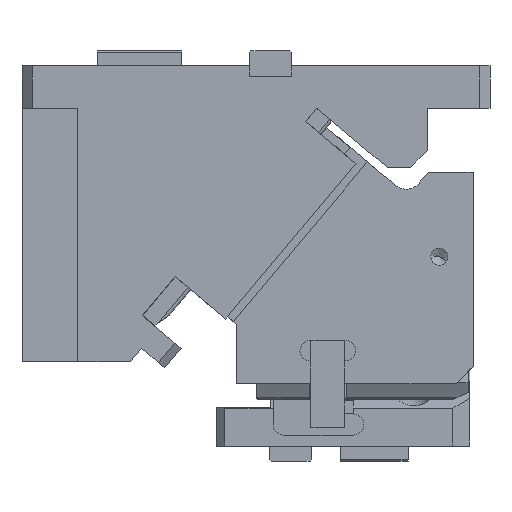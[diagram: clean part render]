
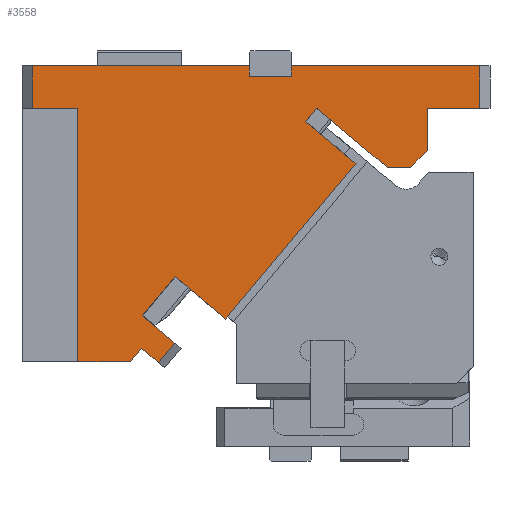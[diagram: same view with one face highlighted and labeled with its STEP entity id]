
A CAD part, front view. The second image highlights one B-rep face of the part: STEP entity #3558.
In plain terms, the highlighted planar face has unit normal (0, -1, 0).
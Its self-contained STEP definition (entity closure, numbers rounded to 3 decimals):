
#141=CARTESIAN_POINT('Vertex',(-261.,-42.5,63.)) ;
#144=CARTESIAN_POINT('Line Origine',(-196.75,-42.5,63.)) ;
#148=CARTESIAN_POINT('Vertex',(-132.5,-42.5,63.)) ;
#844=CARTESIAN_POINT('Line Origine',(4.,-42.5,50.5)) ;
#848=CARTESIAN_POINT('Vertex',(4.,-42.5,38.)) ;
#850=CARTESIAN_POINT('Vertex',(4.,-42.5,63.)) ;
#882=CARTESIAN_POINT('Line Origine',(-132.5,-42.5,60.)) ;
#886=CARTESIAN_POINT('Vertex',(-132.5,-42.5,57.)) ;
#912=CARTESIAN_POINT('Vertex',(-107.5,-42.5,57.)) ;
#915=CARTESIAN_POINT('Line Origine',(-107.5,-42.5,60.)) ;
#919=CARTESIAN_POINT('Vertex',(-107.5,-42.5,63.)) ;
#1238=CARTESIAN_POINT('Line Origine',(-120.,-42.5,57.)) ;
#1441=CARTESIAN_POINT('Vertex',(-261.,-42.5,38.)) ;
#1446=CARTESIAN_POINT('Line Origine',(-261.,-42.5,50.5)) ;
#1503=CARTESIAN_POINT('Vertex',(-176.65,-42.5,-101.01)) ;
#1508=CARTESIAN_POINT('Line Origine',(-181.471,-42.5,-106.755)) ;
#1512=CARTESIAN_POINT('Vertex',(-186.292,-42.5,-112.501)) ;
#1570=CARTESIAN_POINT('Line Origine',(-84.246,-42.5,17.67)) ;
#1574=CARTESIAN_POINT('Vertex',(-99.183,-42.5,30.204)) ;
#1576=CARTESIAN_POINT('Vertex',(-69.308,-42.5,5.135)) ;
#1642=CARTESIAN_POINT('Line Origine',(-107.875,-42.5,-40.827)) ;
#1646=CARTESIAN_POINT('Vertex',(-146.442,-42.5,-86.79)) ;
#1983=CARTESIAN_POINT('Line Origine',(-161.38,-42.5,-74.256)) ;
#1987=CARTESIAN_POINT('Vertex',(-176.318,-42.5,-61.721)) ;
#2761=CARTESIAN_POINT('Vertex',(-27.,-42.5,13.)) ;
#2764=CARTESIAN_POINT('Line Origine',(-32.,-42.5,8.)) ;
#2768=CARTESIAN_POINT('Vertex',(-37.,-42.5,3.)) ;
#2795=CARTESIAN_POINT('Line Origine',(-43.955,-42.5,3.)) ;
#2799=CARTESIAN_POINT('Vertex',(-50.91,-42.5,3.)) ;
#2826=CARTESIAN_POINT('Line Origine',(-71.772,-42.5,20.505)) ;
#2830=CARTESIAN_POINT('Vertex',(-92.633,-42.5,38.01)) ;
#2864=CARTESIAN_POINT('Line Origine',(-95.908,-42.5,34.107)) ;
#2869=CARTESIAN_POINT('Line Origine',(-186.059,-42.5,-73.331)) ;
#2873=CARTESIAN_POINT('Vertex',(-195.801,-42.5,-84.94)) ;
#2916=CARTESIAN_POINT('Line Origine',(-186.225,-42.5,-92.975)) ;
#2978=CARTESIAN_POINT('Line Origine',(-191.271,-42.5,-108.322)) ;
#2982=CARTESIAN_POINT('Vertex',(-196.25,-42.5,-104.144)) ;
#3004=CARTESIAN_POINT('Line Origine',(-199.546,-42.5,-108.072)) ;
#3008=CARTESIAN_POINT('Vertex',(-202.842,-42.5,-112.)) ;
#3363=CARTESIAN_POINT('Vertex',(-234.,-42.5,-112.)) ;
#3385=CARTESIAN_POINT('Line Origine',(-218.421,-42.5,-112.)) ;
#3410=CARTESIAN_POINT('Line Origine',(-234.,-42.5,-37.)) ;
#3414=CARTESIAN_POINT('Vertex',(-234.,-42.5,38.)) ;
#3491=CARTESIAN_POINT('Line Origine',(-247.5,-42.5,38.)) ;
#3510=CARTESIAN_POINT('Axis2P3D Location',(0.,-42.5,0.)) ;
#3515=CARTESIAN_POINT('Line Origine',(-11.5,-42.5,38.)) ;
#3519=CARTESIAN_POINT('Vertex',(-27.,-42.5,38.)) ;
#3522=CARTESIAN_POINT('Line Origine',(-51.75,-42.5,63.)) ;
#3527=CARTESIAN_POINT('Line Origine',(-27.,-42.5,25.5)) ;
#145=DIRECTION('Vector Direction',(-1.,0.,0.)) ;
#845=DIRECTION('Vector Direction',(0.,0.,1.)) ;
#883=DIRECTION('Vector Direction',(0.,0.,1.)) ;
#916=DIRECTION('Vector Direction',(0.,0.,1.)) ;
#1239=DIRECTION('Vector Direction',(-1.,0.,0.)) ;
#1447=DIRECTION('Vector Direction',(0.,0.,-1.)) ;
#1509=DIRECTION('Vector Direction',(0.643,0.,0.766)) ;
#1571=DIRECTION('Vector Direction',(0.766,0.,-0.643)) ;
#1643=DIRECTION('Vector Direction',(-0.643,0.,-0.766)) ;
#1984=DIRECTION('Vector Direction',(-0.766,0.,0.643)) ;
#2765=DIRECTION('Vector Direction',(0.707,0.,0.707)) ;
#2796=DIRECTION('Vector Direction',(1.,0.,0.)) ;
#2827=DIRECTION('Vector Direction',(-0.766,0.,0.643)) ;
#2865=DIRECTION('Vector Direction',(0.643,0.,0.766)) ;
#2870=DIRECTION('Vector Direction',(0.643,0.,0.766)) ;
#2917=DIRECTION('Vector Direction',(0.766,0.,-0.643)) ;
#2979=DIRECTION('Vector Direction',(0.766,0.,-0.643)) ;
#3005=DIRECTION('Vector Direction',(0.643,0.,0.766)) ;
#3386=DIRECTION('Vector Direction',(1.,0.,0.)) ;
#3411=DIRECTION('Vector Direction',(0.,0.,1.)) ;
#3492=DIRECTION('Vector Direction',(-1.,0.,0.)) ;
#3511=DIRECTION('Axis2P3D Direction',(0.,1.,0.)) ;
#3512=DIRECTION('Axis2P3D XDirection',(0.,0.,1.)) ;
#3516=DIRECTION('Vector Direction',(-1.,0.,0.)) ;
#3523=DIRECTION('Vector Direction',(-1.,0.,0.)) ;
#3528=DIRECTION('Vector Direction',(0.,0.,-1.)) ;
#3513=AXIS2_PLACEMENT_3D('Plane Axis2P3D',#3510,#3511,#3512) ;
#3533=ORIENTED_EDGE('',*,*,#3521,.F.) ;
#3534=ORIENTED_EDGE('',*,*,#852,.T.) ;
#3535=ORIENTED_EDGE('',*,*,#3526,.T.) ;
#3536=ORIENTED_EDGE('',*,*,#921,.F.) ;
#3537=ORIENTED_EDGE('',*,*,#1242,.T.) ;
#3538=ORIENTED_EDGE('',*,*,#888,.T.) ;
#3539=ORIENTED_EDGE('',*,*,#150,.T.) ;
#3540=ORIENTED_EDGE('',*,*,#1450,.T.) ;
#3541=ORIENTED_EDGE('',*,*,#3495,.F.) ;
#3542=ORIENTED_EDGE('',*,*,#3416,.F.) ;
#3543=ORIENTED_EDGE('',*,*,#3389,.T.) ;
#3544=ORIENTED_EDGE('',*,*,#3010,.T.) ;
#3545=ORIENTED_EDGE('',*,*,#2984,.T.) ;
#3546=ORIENTED_EDGE('',*,*,#1514,.T.) ;
#3547=ORIENTED_EDGE('',*,*,#2920,.F.) ;
#3548=ORIENTED_EDGE('',*,*,#2875,.T.) ;
#3549=ORIENTED_EDGE('',*,*,#1989,.F.) ;
#3550=ORIENTED_EDGE('',*,*,#1648,.F.) ;
#3551=ORIENTED_EDGE('',*,*,#1578,.F.) ;
#3552=ORIENTED_EDGE('',*,*,#2868,.T.) ;
#3553=ORIENTED_EDGE('',*,*,#2832,.F.) ;
#3554=ORIENTED_EDGE('',*,*,#2801,.T.) ;
#3555=ORIENTED_EDGE('',*,*,#2770,.T.) ;
#3556=ORIENTED_EDGE('',*,*,#3531,.F.) ;
#146=VECTOR('Line Direction',#145,1.) ;
#846=VECTOR('Line Direction',#845,1.) ;
#884=VECTOR('Line Direction',#883,1.) ;
#917=VECTOR('Line Direction',#916,1.) ;
#1240=VECTOR('Line Direction',#1239,1.) ;
#1448=VECTOR('Line Direction',#1447,1.) ;
#1510=VECTOR('Line Direction',#1509,1.) ;
#1572=VECTOR('Line Direction',#1571,1.) ;
#1644=VECTOR('Line Direction',#1643,1.) ;
#1985=VECTOR('Line Direction',#1984,1.) ;
#2766=VECTOR('Line Direction',#2765,1.) ;
#2797=VECTOR('Line Direction',#2796,1.) ;
#2828=VECTOR('Line Direction',#2827,1.) ;
#2866=VECTOR('Line Direction',#2865,1.) ;
#2871=VECTOR('Line Direction',#2870,1.) ;
#2918=VECTOR('Line Direction',#2917,1.) ;
#2980=VECTOR('Line Direction',#2979,1.) ;
#3006=VECTOR('Line Direction',#3005,1.) ;
#3387=VECTOR('Line Direction',#3386,1.) ;
#3412=VECTOR('Line Direction',#3411,1.) ;
#3493=VECTOR('Line Direction',#3492,1.) ;
#3517=VECTOR('Line Direction',#3516,1.) ;
#3524=VECTOR('Line Direction',#3523,1.) ;
#3529=VECTOR('Line Direction',#3528,1.) ;
#3558=ADVANCED_FACE('CAM HOLDER',(#3557),#3514,.F.) ;
#150=EDGE_CURVE('',#149,#142,#147,.T.) ;
#852=EDGE_CURVE('',#849,#851,#847,.T.) ;
#888=EDGE_CURVE('',#887,#149,#885,.T.) ;
#921=EDGE_CURVE('',#913,#920,#918,.T.) ;
#1242=EDGE_CURVE('',#913,#887,#1241,.T.) ;
#1450=EDGE_CURVE('',#142,#1442,#1449,.T.) ;
#1514=EDGE_CURVE('',#1513,#1504,#1511,.T.) ;
#1578=EDGE_CURVE('',#1575,#1577,#1573,.T.) ;
#1648=EDGE_CURVE('',#1577,#1647,#1645,.T.) ;
#1989=EDGE_CURVE('',#1647,#1988,#1986,.T.) ;
#2770=EDGE_CURVE('',#2769,#2762,#2767,.T.) ;
#2801=EDGE_CURVE('',#2800,#2769,#2798,.T.) ;
#2832=EDGE_CURVE('',#2800,#2831,#2829,.T.) ;
#2868=EDGE_CURVE('',#1575,#2831,#2867,.T.) ;
#2875=EDGE_CURVE('',#2874,#1988,#2872,.T.) ;
#2920=EDGE_CURVE('',#2874,#1504,#2919,.T.) ;
#2984=EDGE_CURVE('',#2983,#1513,#2981,.T.) ;
#3010=EDGE_CURVE('',#3009,#2983,#3007,.T.) ;
#3389=EDGE_CURVE('',#3364,#3009,#3388,.T.) ;
#3416=EDGE_CURVE('',#3364,#3415,#3413,.T.) ;
#3495=EDGE_CURVE('',#3415,#1442,#3494,.T.) ;
#3521=EDGE_CURVE('',#849,#3520,#3518,.T.) ;
#3526=EDGE_CURVE('',#851,#920,#3525,.T.) ;
#3531=EDGE_CURVE('',#3520,#2762,#3530,.T.) ;
#3532=EDGE_LOOP('',(#3533,#3534,#3535,#3536,#3537,#3538,#3539,#3540,#3541,#3542,#3543,#3544,#3545,#3546,#3547,#3548,#3549,#3550,#3551,#3552,#3553,#3554,#3555,#3556)) ;
#3557=FACE_OUTER_BOUND('',#3532,.T.) ;
#147=LINE('Line',#144,#146) ;
#847=LINE('Line',#844,#846) ;
#885=LINE('Line',#882,#884) ;
#918=LINE('Line',#915,#917) ;
#1241=LINE('Line',#1238,#1240) ;
#1449=LINE('Line',#1446,#1448) ;
#1511=LINE('Line',#1508,#1510) ;
#1573=LINE('Line',#1570,#1572) ;
#1645=LINE('Line',#1642,#1644) ;
#1986=LINE('Line',#1983,#1985) ;
#2767=LINE('Line',#2764,#2766) ;
#2798=LINE('Line',#2795,#2797) ;
#2829=LINE('Line',#2826,#2828) ;
#2867=LINE('Line',#2864,#2866) ;
#2872=LINE('Line',#2869,#2871) ;
#2919=LINE('Line',#2916,#2918) ;
#2981=LINE('Line',#2978,#2980) ;
#3007=LINE('Line',#3004,#3006) ;
#3388=LINE('Line',#3385,#3387) ;
#3413=LINE('Line',#3410,#3412) ;
#3494=LINE('Line',#3491,#3493) ;
#3518=LINE('Line',#3515,#3517) ;
#3525=LINE('Line',#3522,#3524) ;
#3530=LINE('Line',#3527,#3529) ;
#3514=PLANE('Plane',#3513) ;
#142=VERTEX_POINT('',#141) ;
#149=VERTEX_POINT('',#148) ;
#849=VERTEX_POINT('',#848) ;
#851=VERTEX_POINT('',#850) ;
#887=VERTEX_POINT('',#886) ;
#913=VERTEX_POINT('',#912) ;
#920=VERTEX_POINT('',#919) ;
#1442=VERTEX_POINT('',#1441) ;
#1504=VERTEX_POINT('',#1503) ;
#1513=VERTEX_POINT('',#1512) ;
#1575=VERTEX_POINT('',#1574) ;
#1577=VERTEX_POINT('',#1576) ;
#1647=VERTEX_POINT('',#1646) ;
#1988=VERTEX_POINT('',#1987) ;
#2762=VERTEX_POINT('',#2761) ;
#2769=VERTEX_POINT('',#2768) ;
#2800=VERTEX_POINT('',#2799) ;
#2831=VERTEX_POINT('',#2830) ;
#2874=VERTEX_POINT('',#2873) ;
#2983=VERTEX_POINT('',#2982) ;
#3009=VERTEX_POINT('',#3008) ;
#3364=VERTEX_POINT('',#3363) ;
#3415=VERTEX_POINT('',#3414) ;
#3520=VERTEX_POINT('',#3519) ;
